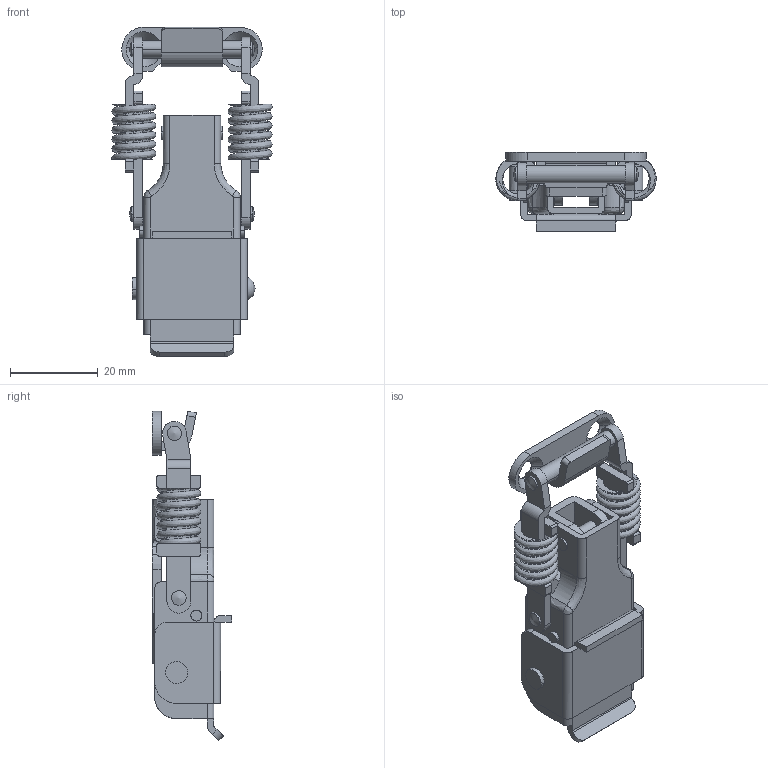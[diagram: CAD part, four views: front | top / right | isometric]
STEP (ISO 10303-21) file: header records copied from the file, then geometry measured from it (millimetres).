
FILE_DESCRIPTION((''),'2;1');
FILE_NAME('','2005-07-15T16:42:01',(''),(''),'','CADfix','');
FILE_SCHEMA(('AUTOMOTIVE_DESIGN'));
Length unit declared in the file: millimetre
Products named in the file (13): arm_C_mr; spring; shaft_A; shaft_B; pin; lock lever; lever; keeper; base; arm_C; arm_B; arm_A; TL_322_10593_36
Assembly tree (14 placements, depth 2):
  TL_322_10593_36
    arm_C_mr
    spring  x2
    shaft_A  x2
    shaft_B
    pin
    lock lever
    lever
    keeper
    base
    arm_C
    arm_B
    arm_A
Bounding box: 36.5 x 18 x 75 mm (x, y, z)
Volume: 10069.5 mm3; surface area: 14973.2 mm2
Topology: 14 solids, 14 shells, 321 faces, 951 edges, 666 vertices
Faces by surface type: bspline 321
Entity records: 12888 total; most frequent: CARTESIAN_POINT 7478, ORIENTED_EDGE 1822, EDGE_CURVE 911, VERTEX_POINT 636, QUASI_UNIFORM_CURVE 475, EDGE_LOOP 351, FACE_OUTER_BOUND 307, ADVANCED_FACE 307
